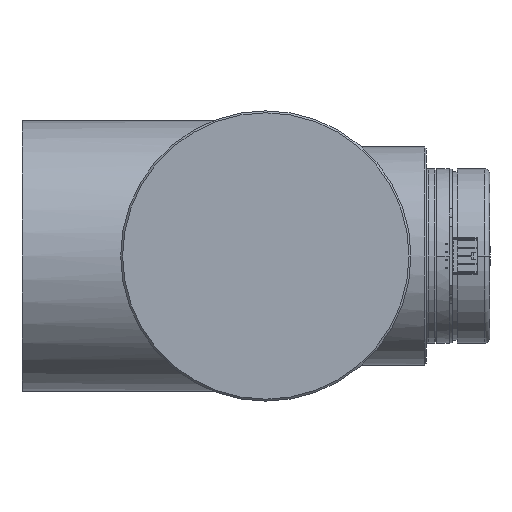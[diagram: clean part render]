
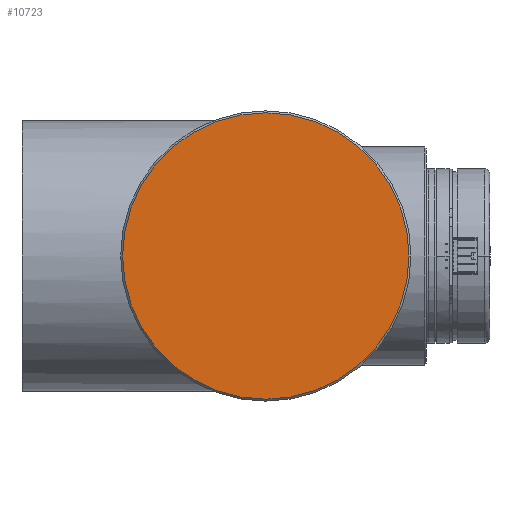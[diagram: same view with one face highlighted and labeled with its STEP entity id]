
A CAD part, front view. The second image highlights one B-rep face of the part: STEP entity #10723.
In plain terms, the highlighted planar face has unit normal (0, -1, 0).
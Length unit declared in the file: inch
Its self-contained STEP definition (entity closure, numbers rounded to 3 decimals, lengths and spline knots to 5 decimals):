
#652 = CIRCLE ( 'NONE', #14800, 2.91339 ) ;
#2007 = DIRECTION ( 'NONE',  ( 0., -1., 0. ) ) ;
#2243 = PLANE ( 'NONE',  #16527 ) ;
#2870 = EDGE_CURVE ( 'NONE', #16569, #8364, #2928, .T. ) ;
#2928 = CIRCLE ( 'NONE', #16807, 2.91339 ) ;
#3403 = ORIENTED_EDGE ( 'NONE', *, *, #7520, .T. ) ;
#4714 = ORIENTED_EDGE ( 'NONE', *, *, #2870, .T. ) ;
#4932 = CARTESIAN_POINT ( 'NONE',  ( 3.05477, -5.51181, -2.91339 ) ) ;
#6271 = CARTESIAN_POINT ( 'NONE',  ( 3.05477, -5.51181, 0. ) ) ;
#7520 = EDGE_CURVE ( 'NONE', #8364, #16569, #652, .T. ) ;
#7554 = DIRECTION ( 'NONE',  ( 0., 0., 1. ) ) ;
#8364 = VERTEX_POINT ( 'NONE', #4932 ) ;
#8941 = CARTESIAN_POINT ( 'NONE',  ( 3.05477, -5.51181, 0. ) ) ;
#8963 = DIRECTION ( 'NONE',  ( 0., -1., 0. ) ) ;
#9293 = EDGE_LOOP ( 'NONE', ( #3403, #4714 ) ) ;
#10577 = DIRECTION ( 'NONE',  ( 0., -1., 0. ) ) ;
#10723 = ADVANCED_FACE ( 'NONE', ( #15540 ), #2243, .T. ) ;
#12609 = CARTESIAN_POINT ( 'NONE',  ( 3.05477, -5.51181, 0. ) ) ;
#12691 = DIRECTION ( 'NONE',  ( 0., 0., 1. ) ) ;
#14800 = AXIS2_PLACEMENT_3D ( 'NONE', #12609, #2007, #12691 ) ;
#14838 = CARTESIAN_POINT ( 'NONE',  ( 3.05477, -5.51181, 2.91339 ) ) ;
#15389 = DIRECTION ( 'NONE',  ( 0., 0., 1. ) ) ;
#15540 = FACE_OUTER_BOUND ( 'NONE', #9293, .T. ) ;
#16527 = AXIS2_PLACEMENT_3D ( 'NONE', #8941, #10577, #7554 ) ;
#16569 = VERTEX_POINT ( 'NONE', #14838 ) ;
#16807 = AXIS2_PLACEMENT_3D ( 'NONE', #6271, #8963, #15389 ) ;
